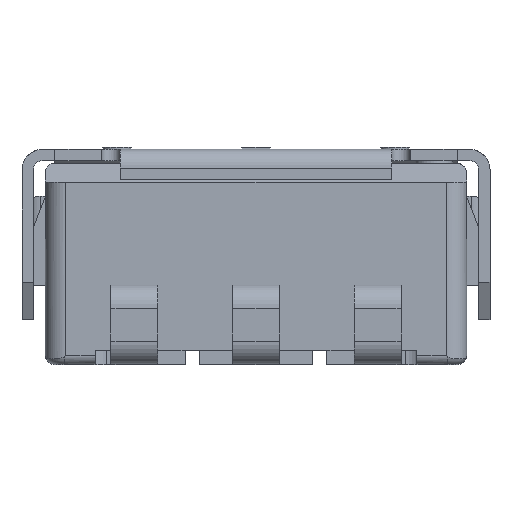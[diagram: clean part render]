
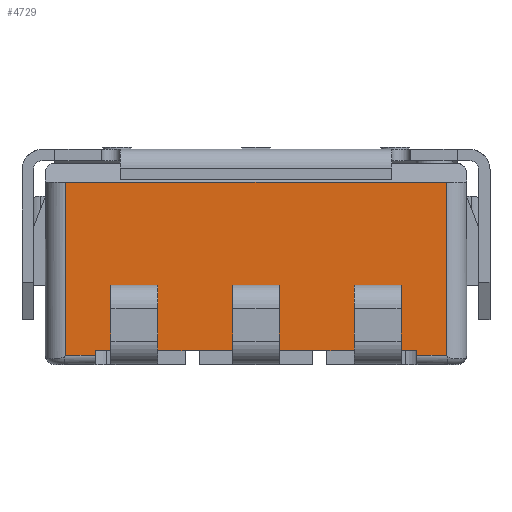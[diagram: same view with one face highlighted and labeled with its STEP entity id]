
A CAD part, front view. The second image highlights one B-rep face of the part: STEP entity #4729.
In plain terms, the highlighted planar face has unit normal (0, -1, 0).
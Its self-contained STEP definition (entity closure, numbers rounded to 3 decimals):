
#651=ORIENTED_EDGE('',*,*,#1995,.F.);
#652=ORIENTED_EDGE('',*,*,#1996,.T.);
#653=ORIENTED_EDGE('',*,*,#1997,.F.);
#654=ORIENTED_EDGE('',*,*,#1998,.F.);
#655=ORIENTED_EDGE('',*,*,#1999,.F.);
#656=ORIENTED_EDGE('',*,*,#2000,.T.);
#657=ORIENTED_EDGE('',*,*,#2001,.F.);
#658=ORIENTED_EDGE('',*,*,#2002,.F.);
#659=ORIENTED_EDGE('',*,*,#2003,.F.);
#660=ORIENTED_EDGE('',*,*,#2004,.T.);
#661=ORIENTED_EDGE('',*,*,#2005,.F.);
#662=ORIENTED_EDGE('',*,*,#2006,.F.);
#663=ORIENTED_EDGE('',*,*,#2007,.F.);
#664=ORIENTED_EDGE('',*,*,#2008,.T.);
#665=ORIENTED_EDGE('',*,*,#2009,.T.);
#666=ORIENTED_EDGE('',*,*,#2010,.T.);
#667=ORIENTED_EDGE('',*,*,#2011,.T.);
#668=ORIENTED_EDGE('',*,*,#2012,.T.);
#669=ORIENTED_EDGE('',*,*,#2013,.T.);
#670=ORIENTED_EDGE('',*,*,#2014,.T.);
#671=ORIENTED_EDGE('',*,*,#2015,.T.);
#672=ORIENTED_EDGE('',*,*,#1958,.F.);
#673=ORIENTED_EDGE('',*,*,#2016,.T.);
#674=ORIENTED_EDGE('',*,*,#2017,.T.);
#675=ORIENTED_EDGE('',*,*,#2018,.F.);
#676=ORIENTED_EDGE('',*,*,#1950,.F.);
#1950=EDGE_CURVE('',#2639,#2641,#3092,.T.);
#1958=EDGE_CURVE('',#2648,#2645,#3095,.T.);
#1995=EDGE_CURVE('',#2675,#2676,#3114,.T.);
#1996=EDGE_CURVE('',#2675,#2677,#3115,.T.);
#1997=EDGE_CURVE('',#2678,#2677,#3116,.T.);
#1998=EDGE_CURVE('',#2676,#2678,#3117,.T.);
#1999=EDGE_CURVE('',#2679,#2680,#3118,.T.);
#2000=EDGE_CURVE('',#2679,#2681,#3119,.T.);
#2001=EDGE_CURVE('',#2682,#2681,#3120,.T.);
#2002=EDGE_CURVE('',#2680,#2682,#3121,.T.);
#2003=EDGE_CURVE('',#2683,#2684,#3122,.T.);
#2004=EDGE_CURVE('',#2683,#2685,#3123,.T.);
#2005=EDGE_CURVE('',#2686,#2685,#3124,.T.);
#2006=EDGE_CURVE('',#2684,#2686,#3125,.T.);
#2007=EDGE_CURVE('',#2687,#2639,#3126,.T.);
#2008=EDGE_CURVE('',#2687,#2688,#3127,.T.);
#2009=EDGE_CURVE('',#2688,#2689,#3128,.T.);
#2010=EDGE_CURVE('',#2689,#2690,#3129,.T.);
#2011=EDGE_CURVE('',#2690,#2691,#3130,.T.);
#2012=EDGE_CURVE('',#2691,#2692,#3131,.T.);
#2013=EDGE_CURVE('',#2692,#2693,#3132,.T.);
#2014=EDGE_CURVE('',#2693,#2694,#3133,.T.);
#2015=EDGE_CURVE('',#2694,#2645,#3134,.T.);
#2016=EDGE_CURVE('',#2648,#2695,#3135,.T.);
#2017=EDGE_CURVE('',#2695,#2696,#3136,.T.);
#2018=EDGE_CURVE('',#2641,#2696,#3137,.T.);
#2639=VERTEX_POINT('',#8653);
#2641=VERTEX_POINT('',#8656);
#2645=VERTEX_POINT('',#8668);
#2648=VERTEX_POINT('',#8677);
#2675=VERTEX_POINT('',#8763);
#2676=VERTEX_POINT('',#8764);
#2677=VERTEX_POINT('',#8766);
#2678=VERTEX_POINT('',#8768);
#2679=VERTEX_POINT('',#8771);
#2680=VERTEX_POINT('',#8772);
#2681=VERTEX_POINT('',#8774);
#2682=VERTEX_POINT('',#8776);
#2683=VERTEX_POINT('',#8779);
#2684=VERTEX_POINT('',#8780);
#2685=VERTEX_POINT('',#8782);
#2686=VERTEX_POINT('',#8784);
#2687=VERTEX_POINT('',#8787);
#2688=VERTEX_POINT('',#8789);
#2689=VERTEX_POINT('',#8791);
#2690=VERTEX_POINT('',#8793);
#2691=VERTEX_POINT('',#8795);
#2692=VERTEX_POINT('',#8797);
#2693=VERTEX_POINT('',#8799);
#2694=VERTEX_POINT('',#8801);
#2695=VERTEX_POINT('',#8804);
#2696=VERTEX_POINT('',#8806);
#3092=LINE('',#8655,#3580);
#3095=LINE('',#8678,#3583);
#3114=LINE('',#8762,#3602);
#3115=LINE('',#8765,#3603);
#3116=LINE('',#8767,#3604);
#3117=LINE('',#8769,#3605);
#3118=LINE('',#8770,#3606);
#3119=LINE('',#8773,#3607);
#3120=LINE('',#8775,#3608);
#3121=LINE('',#8777,#3609);
#3122=LINE('',#8778,#3610);
#3123=LINE('',#8781,#3611);
#3124=LINE('',#8783,#3612);
#3125=LINE('',#8785,#3613);
#3126=LINE('',#8786,#3614);
#3127=LINE('',#8788,#3615);
#3128=LINE('',#8790,#3616);
#3129=LINE('',#8792,#3617);
#3130=LINE('',#8794,#3618);
#3131=LINE('',#8796,#3619);
#3132=LINE('',#8798,#3620);
#3133=LINE('',#8800,#3621);
#3134=LINE('',#8802,#3622);
#3135=LINE('',#8803,#3623);
#3136=LINE('',#8805,#3624);
#3137=LINE('',#8807,#3625);
#3580=VECTOR('',#7221,1000.);
#3583=VECTOR('',#7232,1000.);
#3602=VECTOR('',#7297,1000.);
#3603=VECTOR('',#7298,1000.);
#3604=VECTOR('',#7299,1000.);
#3605=VECTOR('',#7300,1000.);
#3606=VECTOR('',#7301,1000.);
#3607=VECTOR('',#7302,1000.);
#3608=VECTOR('',#7303,1000.);
#3609=VECTOR('',#7304,1000.);
#3610=VECTOR('',#7305,1000.);
#3611=VECTOR('',#7306,1000.);
#3612=VECTOR('',#7307,1000.);
#3613=VECTOR('',#7308,1000.);
#3614=VECTOR('',#7309,1000.);
#3615=VECTOR('',#7310,1000.);
#3616=VECTOR('',#7311,1000.);
#3617=VECTOR('',#7312,1000.);
#3618=VECTOR('',#7313,1000.);
#3619=VECTOR('',#7314,1000.);
#3620=VECTOR('',#7315,1000.);
#3621=VECTOR('',#7316,1000.);
#3622=VECTOR('',#7317,1000.);
#3623=VECTOR('',#7318,1000.);
#3624=VECTOR('',#7319,1000.);
#3625=VECTOR('',#7320,1000.);
#4015=EDGE_LOOP('',(#651,#652,#653,#654));
#4016=EDGE_LOOP('',(#655,#656,#657,#658));
#4017=EDGE_LOOP('',(#659,#660,#661,#662));
#4018=EDGE_LOOP('',(#663,#664,#665,#666,#667,#668,#669,#670,#671,#672,#673,
#674,#675,#676));
#4297=FACE_BOUND('',#4015,.T.);
#4298=FACE_BOUND('',#4016,.T.);
#4299=FACE_BOUND('',#4017,.T.);
#4300=FACE_BOUND('',#4018,.T.);
#4557=PLANE('',#6611);
#4729=ADVANCED_FACE('',(#4297,#4298,#4299,#4300),#4557,.F.);
#6611=AXIS2_PLACEMENT_3D('',#8761,#7295,#7296);
#7221=DIRECTION('',(-1.,0.,0.));
#7232=DIRECTION('',(-1.,0.,0.));
#7295=DIRECTION('',(0.,1.,0.));
#7296=DIRECTION('',(0.,0.,1.));
#7297=DIRECTION('',(-1.,0.,0.));
#7298=DIRECTION('',(0.,0.,-1.));
#7299=DIRECTION('',(1.,0.,0.));
#7300=DIRECTION('',(0.,0.,-1.));
#7301=DIRECTION('',(-1.,0.,0.));
#7302=DIRECTION('',(0.,0.,-1.));
#7303=DIRECTION('',(1.,0.,0.));
#7304=DIRECTION('',(0.,0.,-1.));
#7305=DIRECTION('',(-1.,0.,0.));
#7306=DIRECTION('',(0.,0.,-1.));
#7307=DIRECTION('',(1.,0.,0.));
#7308=DIRECTION('',(0.,0.,-1.));
#7309=DIRECTION('',(0.,0.,-1.));
#7310=DIRECTION('',(1.,0.,0.));
#7311=DIRECTION('',(1.,0.,0.));
#7312=DIRECTION('',(1.,0.,0.));
#7313=DIRECTION('',(1.,0.,0.));
#7314=DIRECTION('',(1.,0.,0.));
#7315=DIRECTION('',(1.,0.,0.));
#7316=DIRECTION('',(1.,0.,0.));
#7317=DIRECTION('',(0.,0.,-1.));
#7318=DIRECTION('',(0.,0.,1.));
#7319=DIRECTION('',(-1.,0.,0.));
#7320=DIRECTION('',(0.,0.,1.));
#8653=CARTESIAN_POINT('',(-1.72,-2.25,-2.2));
#8655=CARTESIAN_POINT('',(2.25,-2.25,-2.2));
#8656=CARTESIAN_POINT('',(-2.03,-2.25,-2.2));
#8668=CARTESIAN_POINT('',(1.72,-2.25,-2.2));
#8677=CARTESIAN_POINT('',(2.03,-2.25,-2.2));
#8678=CARTESIAN_POINT('',(2.25,-2.25,-2.2));
#8761=CARTESIAN_POINT('',(2.25,-2.25,-0.35));
#8762=CARTESIAN_POINT('',(2.25,-2.25,-1.45));
#8763=CARTESIAN_POINT('',(1.55,-2.25,-1.45));
#8764=CARTESIAN_POINT('',(1.05,-2.25,-1.45));
#8765=CARTESIAN_POINT('',(1.55,-2.25,-0.35));
#8766=CARTESIAN_POINT('',(1.55,-2.25,-1.6));
#8767=CARTESIAN_POINT('',(2.25,-2.25,-1.6));
#8768=CARTESIAN_POINT('',(1.05,-2.25,-1.6));
#8769=CARTESIAN_POINT('',(1.05,-2.25,-0.35));
#8770=CARTESIAN_POINT('',(2.25,-2.25,-1.45));
#8771=CARTESIAN_POINT('',(0.25,-2.25,-1.45));
#8772=CARTESIAN_POINT('',(-0.25,-2.25,-1.45));
#8773=CARTESIAN_POINT('',(0.25,-2.25,-0.35));
#8774=CARTESIAN_POINT('',(0.25,-2.25,-1.6));
#8775=CARTESIAN_POINT('',(2.25,-2.25,-1.6));
#8776=CARTESIAN_POINT('',(-0.25,-2.25,-1.6));
#8777=CARTESIAN_POINT('',(-0.25,-2.25,-0.35));
#8778=CARTESIAN_POINT('',(2.25,-2.25,-1.45));
#8779=CARTESIAN_POINT('',(-1.05,-2.25,-1.45));
#8780=CARTESIAN_POINT('',(-1.55,-2.25,-1.45));
#8781=CARTESIAN_POINT('',(-1.05,-2.25,-0.35));
#8782=CARTESIAN_POINT('',(-1.05,-2.25,-1.6));
#8783=CARTESIAN_POINT('',(2.25,-2.25,-1.6));
#8784=CARTESIAN_POINT('',(-1.55,-2.25,-1.6));
#8785=CARTESIAN_POINT('',(-1.55,-2.25,-0.35));
#8786=CARTESIAN_POINT('',(-1.72,-2.25,-2.15));
#8787=CARTESIAN_POINT('',(-1.72,-2.25,-2.15));
#8788=CARTESIAN_POINT('',(-1.72,-2.25,-2.15));
#8789=CARTESIAN_POINT('',(-1.55,-2.25,-2.15));
#8790=CARTESIAN_POINT('',(-1.72,-2.25,-2.15));
#8791=CARTESIAN_POINT('',(-1.05,-2.25,-2.15));
#8792=CARTESIAN_POINT('',(-1.72,-2.25,-2.15));
#8793=CARTESIAN_POINT('',(-0.25,-2.25,-2.15));
#8794=CARTESIAN_POINT('',(-1.72,-2.25,-2.15));
#8795=CARTESIAN_POINT('',(0.25,-2.25,-2.15));
#8796=CARTESIAN_POINT('',(-1.72,-2.25,-2.15));
#8797=CARTESIAN_POINT('',(1.05,-2.25,-2.15));
#8798=CARTESIAN_POINT('',(-1.72,-2.25,-2.15));
#8799=CARTESIAN_POINT('',(1.55,-2.25,-2.15));
#8800=CARTESIAN_POINT('',(-1.72,-2.25,-2.15));
#8801=CARTESIAN_POINT('',(1.72,-2.25,-2.15));
#8802=CARTESIAN_POINT('',(1.72,-2.25,-2.15));
#8803=CARTESIAN_POINT('',(2.03,-2.25,-2.73));
#8804=CARTESIAN_POINT('',(2.03,-2.25,-0.35));
#8805=CARTESIAN_POINT('',(2.25,-2.25,-0.35));
#8806=CARTESIAN_POINT('',(-2.03,-2.25,-0.35));
#8807=CARTESIAN_POINT('',(-2.03,-2.25,-2.73));
